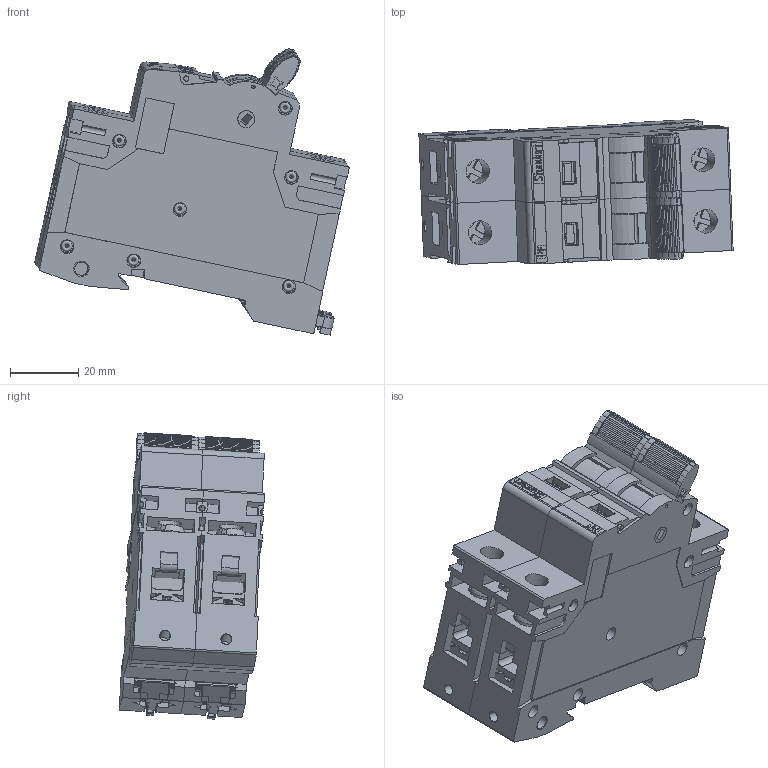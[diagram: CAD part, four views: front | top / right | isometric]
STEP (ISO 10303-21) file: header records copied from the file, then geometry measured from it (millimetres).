
FILE_DESCRIPTION(('STEP AP242'), '1');
FILE_NAME('2-õ ïîëþñíèé Standart', '', ('UNSPECIFIED'), ('UNSPECIFIED'), 'C3D Converter', 'C3D Toolkit', '');
FILE_SCHEMA(('AP242_MANAGED_MODEL_BASED_3D_ENGINEERING_MIM_LF { 1 0 10303 442 1 1 4 }'));
Length unit declared in the file: millimetre
Products named in the file (11): Корпус 1-ин полюс
Assembly tree (27 placements, depth 3):
  (unnamed)
    (unnamed)  x2
      Корпус 1-ин полюс
      (unnamed)
      (unnamed)
      (unnamed)
      (unnamed)
      (unnamed)
      (unnamed)
    (unnamed)
    (unnamed)
    (unnamed)
Bounding box: 92.07 x 42.57 x 83.87 mm (x, y, z)
Volume: 158491 mm3; surface area: 59118.8 mm2
Topology: 47 solids, 53 shells, 2553 faces, 6328 edges, 3788 vertices
Faces by surface type: plane 1163, cylinder 830, torus 218, extrusion 160, sphere 110, bspline 68, cone 4
Full cylindrical faces by diameter (mm): 1 x4, 1.125 x27, 1.2 x27, 1.5 x4, 2 x14, 3 x6, 3.5 x4, 4 x38, 5 x14, 7 x4, 9 x4
Entity records: 38627 total; most frequent: CARTESIAN_POINT 9909, ORIENTED_EDGE 5801, DIRECTION 5397, EDGE_CURVE 2902, VECTOR 1931, VERTEX_POINT 1853, LINE 1771, AXIS2_PLACEMENT_3D 1733
